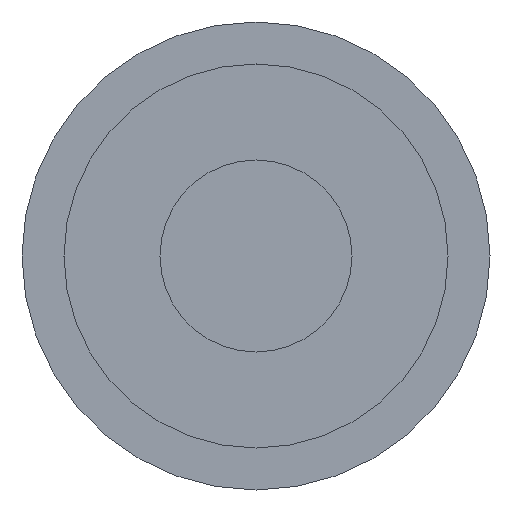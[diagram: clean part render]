
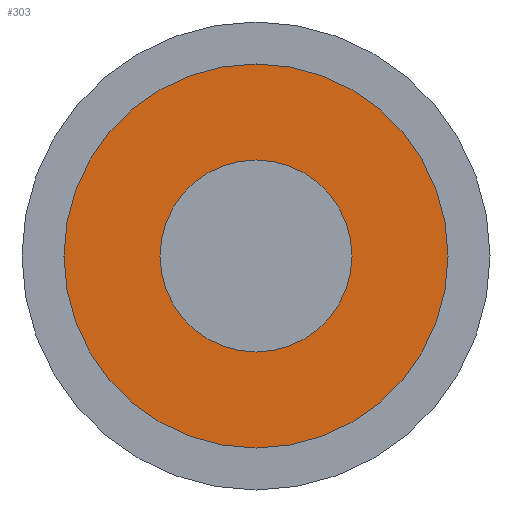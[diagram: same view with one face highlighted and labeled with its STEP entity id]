
A CAD part, front view. The second image highlights one B-rep face of the part: STEP entity #303.
In plain terms, the highlighted planar face has unit normal (0, -1, 0).
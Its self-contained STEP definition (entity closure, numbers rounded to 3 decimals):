
#181 = VERTEX_POINT ( 'NONE', #635 ) ;
#183 = EDGE_CURVE ( 'NONE', #184, #181, #644, .T. ) ;
#184 = VERTEX_POINT ( 'NONE', #699 ) ;
#248 = VERTEX_POINT ( 'NONE', #841 ) ;
#250 = EDGE_CURVE ( 'NONE', #248, #251, #891, .T. ) ;
#251 = VERTEX_POINT ( 'NONE', #892 ) ;
#289 = ORIENTED_EDGE ( 'NONE', *, *, #294, .T. ) ;
#294 = EDGE_CURVE ( 'NONE', #181, #184, #803, .T. ) ;
#296 = ORIENTED_EDGE ( 'NONE', *, *, #183, .T. ) ;
#297 = EDGE_CURVE ( 'NONE', #251, #248, #799, .T. ) ;
#298 = ORIENTED_EDGE ( 'NONE', *, *, #250, .F. ) ;
#303 = ADVANCED_FACE ( 'NONE', ( #899, #898 ), #897, .F. ) ;
#304 = EDGE_LOOP ( 'NONE', ( #306, #298 ) ) ;
#305 = EDGE_LOOP ( 'NONE', ( #296, #289 ) ) ;
#306 = ORIENTED_EDGE ( 'NONE', *, *, #297, .F. ) ;
#635 = CARTESIAN_POINT ( 'NONE',  ( 0., 0., 7.5 ) ) ;
#641 = DIRECTION ( 'NONE',  ( 0., 1., 0. ) ) ;
#642 = CARTESIAN_POINT ( 'NONE',  ( 0., 0., 0. ) ) ;
#643 = AXIS2_PLACEMENT_3D ( 'NONE', #642, #641, #700 ) ;
#644 = CIRCLE ( 'NONE', #643, 7.5 ) ;
#699 = CARTESIAN_POINT ( 'NONE',  ( 0., 0., -7.5 ) ) ;
#700 = DIRECTION ( 'NONE',  ( 0., 0., 1. ) ) ;
#780 = CARTESIAN_POINT ( 'NONE',  ( 0., 0., 0. ) ) ;
#798 = AXIS2_PLACEMENT_3D ( 'NONE', #922, #921, #920 ) ;
#799 = CIRCLE ( 'NONE', #798, 16. ) ;
#800 = DIRECTION ( 'NONE',  ( 0., 0., 1. ) ) ;
#801 = DIRECTION ( 'NONE',  ( 0., 1., 0. ) ) ;
#802 = AXIS2_PLACEMENT_3D ( 'NONE', #858, #801, #800 ) ;
#803 = CIRCLE ( 'NONE', #802, 7.5 ) ;
#841 = CARTESIAN_POINT ( 'NONE',  ( 0., 0., 16. ) ) ;
#858 = CARTESIAN_POINT ( 'NONE',  ( 0., 0., 0. ) ) ;
#863 = DIRECTION ( 'NONE',  ( 0., 0., 1. ) ) ;
#864 = DIRECTION ( 'NONE',  ( 0., 1., 0. ) ) ;
#865 = AXIS2_PLACEMENT_3D ( 'NONE', #780, #864, #863 ) ;
#891 = CIRCLE ( 'NONE', #865, 16. ) ;
#892 = CARTESIAN_POINT ( 'NONE',  ( 0., 0., -16. ) ) ;
#893 = DIRECTION ( 'NONE',  ( 0., 0., 1. ) ) ;
#894 = DIRECTION ( 'NONE',  ( 0., 1., 0. ) ) ;
#895 = CARTESIAN_POINT ( 'NONE',  ( 0., 0., 0. ) ) ;
#896 = AXIS2_PLACEMENT_3D ( 'NONE', #895, #894, #893 ) ;
#897 = PLANE ( 'NONE',  #896 ) ;
#898 = FACE_BOUND ( 'NONE', #305, .T. ) ;
#899 = FACE_OUTER_BOUND ( 'NONE', #304, .T. ) ;
#920 = DIRECTION ( 'NONE',  ( 0., 0., 1. ) ) ;
#921 = DIRECTION ( 'NONE',  ( 0., 1., 0. ) ) ;
#922 = CARTESIAN_POINT ( 'NONE',  ( 0., 0., 0. ) ) ;
